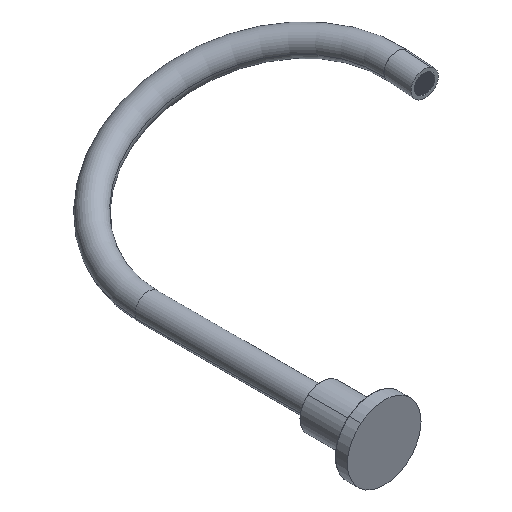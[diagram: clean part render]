
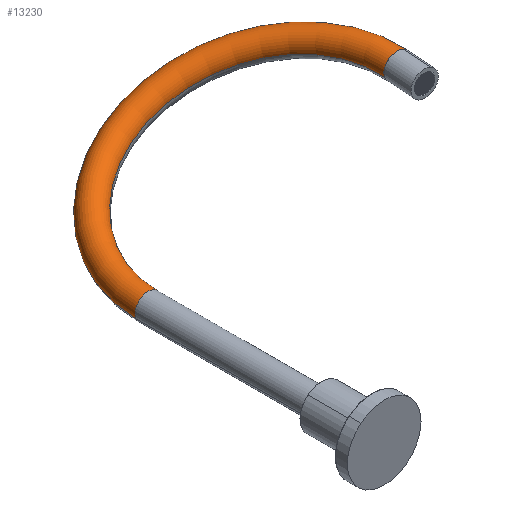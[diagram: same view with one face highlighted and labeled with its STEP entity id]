
A CAD part, isometric view. The second image highlights one B-rep face of the part: STEP entity #13230.
In plain terms, the highlighted toroidal (fillet/blend) face has major radius 95 mm and minor radius 9.5 mm.
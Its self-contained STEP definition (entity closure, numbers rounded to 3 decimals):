
#267 = CARTESIAN_POINT ( 'NONE',  ( 88.874, 173., 33.563 ) ) ;
#2805 = CARTESIAN_POINT ( 'NONE',  ( 88.874, 173., 33.563 ) ) ;
#4576 = CIRCLE ( 'NONE', #43078, 104.5 ) ;
#4959 = AXIS2_PLACEMENT_3D ( 'NONE', #27169, #75707, #34141 ) ;
#7212 = DIRECTION ( 'NONE',  ( -0.936, 0., -0.353 ) ) ;
#9546 = CARTESIAN_POINT ( 'NONE',  ( 8.887, 173., 3.356 ) ) ;
#9828 = DIRECTION ( 'NONE',  ( -0.936, 0., -0.353 ) ) ;
#13230 = ADVANCED_FACE ( 'NONE', ( #73587 ), #46421, .T. ) ;
#19125 = ORIENTED_EDGE ( 'NONE', *, *, #23186, .F. ) ;
#20833 = EDGE_CURVE ( 'NONE', #32131, #75603, #61201, .T. ) ;
#23186 = EDGE_CURVE ( 'NONE', #74734, #53452, #4576, .T. ) ;
#27169 = CARTESIAN_POINT ( 'NONE',  ( 177.598, 167.5, 67.069 ) ) ;
#32053 = AXIS2_PLACEMENT_3D ( 'NONE', #57746, #85792, #44079 ) ;
#32131 = VERTEX_POINT ( 'NONE', #9546 ) ;
#32224 = ORIENTED_EDGE ( 'NONE', *, *, #20833, .T. ) ;
#34141 = DIRECTION ( 'NONE',  ( -0.934, 0.058, -0.353 ) ) ;
#35706 = DIRECTION ( 'NONE',  ( 0., 1., 0. ) ) ;
#37980 = CARTESIAN_POINT ( 'NONE',  ( 168.726, 168.05, 63.719 ) ) ;
#39423 = EDGE_CURVE ( 'NONE', #53452, #75603, #72246, .T. ) ;
#42030 = CARTESIAN_POINT ( 'NONE',  ( -8.887, 173., -3.356 ) ) ;
#43078 = AXIS2_PLACEMENT_3D ( 'NONE', #2805, #51326, #9828 ) ;
#44079 = DIRECTION ( 'NONE',  ( -0.936, 0., -0.353 ) ) ;
#46250 = AXIS2_PLACEMENT_3D ( 'NONE', #267, #48752, #7212 ) ;
#46421 = TOROIDAL_SURFACE ( 'NONE', #32053, 95., 9.5 ) ;
#48752 = DIRECTION ( 'NONE',  ( 0.353, 0., -0.936 ) ) ;
#50212 = CIRCLE ( 'NONE', #54776, 9.5 ) ;
#51326 = DIRECTION ( 'NONE',  ( 0.353, 0., -0.936 ) ) ;
#53452 = VERTEX_POINT ( 'NONE', #64970 ) ;
#54776 = AXIS2_PLACEMENT_3D ( 'NONE', #77218, #35706, #84283 ) ;
#57746 = CARTESIAN_POINT ( 'NONE',  ( 88.874, 173., 33.563 ) ) ;
#61201 = CIRCLE ( 'NONE', #46250, 85.5 ) ;
#64970 = CARTESIAN_POINT ( 'NONE',  ( 186.471, 166.95, 70.42 ) ) ;
#65498 = EDGE_LOOP ( 'NONE', ( #19125, #89076, #32224, #73239 ) ) ;
#69772 = EDGE_CURVE ( 'NONE', #74734, #32131, #50212, .T. ) ;
#72246 = CIRCLE ( 'NONE', #4959, 9.5 ) ;
#73239 = ORIENTED_EDGE ( 'NONE', *, *, #39423, .F. ) ;
#73587 = FACE_OUTER_BOUND ( 'NONE', #65498, .T. ) ;
#74734 = VERTEX_POINT ( 'NONE', #42030 ) ;
#75603 = VERTEX_POINT ( 'NONE', #37980 ) ;
#75707 = DIRECTION ( 'NONE',  ( -0.054, -0.998, -0.02 ) ) ;
#77218 = CARTESIAN_POINT ( 'NONE',  ( 0., 173., 0. ) ) ;
#84283 = DIRECTION ( 'NONE',  ( 0.936, 0., 0.353 ) ) ;
#85792 = DIRECTION ( 'NONE',  ( 0.353, 0., -0.936 ) ) ;
#89076 = ORIENTED_EDGE ( 'NONE', *, *, #69772, .T. ) ;
